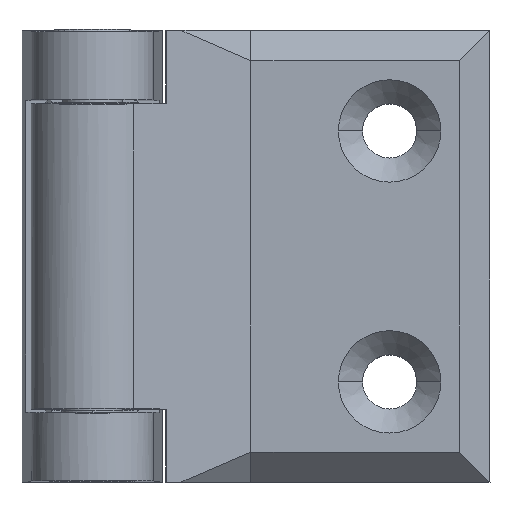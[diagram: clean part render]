
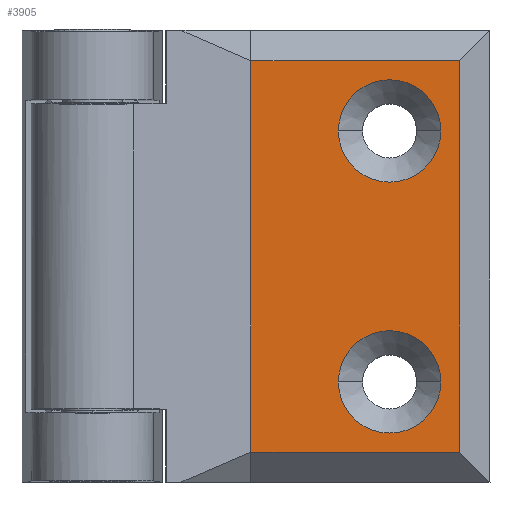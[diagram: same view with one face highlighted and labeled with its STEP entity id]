
A CAD part, top view. The second image highlights one B-rep face of the part: STEP entity #3905.
In plain terms, the highlighted planar face has unit normal (0, 0, 1).
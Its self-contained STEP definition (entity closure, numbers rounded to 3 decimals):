
#40 = ORIENTED_EDGE ( 'NONE', *, *, #1774, .T. ) ;
#63 = LINE ( 'NONE', #3831, #3741 ) ;
#230 = CARTESIAN_POINT ( 'NONE',  ( 32.349, 13.422, 4.766 ) ) ;
#380 = EDGE_CURVE ( 'NONE', #2639, #3074, #5716, .T. ) ;
#384 = DIRECTION ( 'NONE',  ( 0., 0., -1. ) ) ;
#481 = CARTESIAN_POINT ( 'NONE',  ( 37.449, -11.578, 4.766 ) ) ;
#531 = CARTESIAN_POINT ( 'NONE',  ( 37.449, 13.422, 4.766 ) ) ;
#548 = CARTESIAN_POINT ( 'NONE',  ( 23.631, -19.078, 4.766 ) ) ;
#615 = LINE ( 'NONE', #5566, #3842 ) ;
#635 = CARTESIAN_POINT ( 'NONE',  ( 42.549, 13.422, 4.766 ) ) ;
#643 = CARTESIAN_POINT ( 'NONE',  ( 32.349, -11.578, 4.766 ) ) ;
#792 = ORIENTED_EDGE ( 'NONE', *, *, #4382, .F. ) ;
#827 = ORIENTED_EDGE ( 'NONE', *, *, #3943, .T. ) ;
#1052 = FACE_BOUND ( 'NONE', #6676, .T. ) ;
#1087 = DIRECTION ( 'NONE',  ( 0., 0., -1. ) ) ;
#1272 = DIRECTION ( 'NONE',  ( 1., 0., 0. ) ) ;
#1361 = CIRCLE ( 'NONE', #6599, 5.1 ) ;
#1378 = CARTESIAN_POINT ( 'NONE',  ( 44.449, -21.578, 4.766 ) ) ;
#1382 = CARTESIAN_POINT ( 'NONE',  ( 42.549, -11.578, 4.766 ) ) ;
#1440 = VERTEX_POINT ( 'NONE', #230 ) ;
#1581 = PLANE ( 'NONE',  #3351 ) ;
#1646 = EDGE_CURVE ( 'NONE', #5917, #6434, #615, .T. ) ;
#1683 = FACE_BOUND ( 'NONE', #3884, .T. ) ;
#1718 = FACE_OUTER_BOUND ( 'NONE', #4237, .T. ) ;
#1774 = EDGE_CURVE ( 'NONE', #4627, #5917, #5200, .T. ) ;
#1819 = DIRECTION ( 'NONE',  ( 1., 0., 0. ) ) ;
#1911 = DIRECTION ( 'NONE',  ( 0., -1., 0. ) ) ;
#2523 = DIRECTION ( 'NONE',  ( 0., 0., -1. ) ) ;
#2548 = CARTESIAN_POINT ( 'NONE',  ( 44.449, -18.578, 4.766 ) ) ;
#2639 = VERTEX_POINT ( 'NONE', #643 ) ;
#3012 = CARTESIAN_POINT ( 'NONE',  ( 37.449, 13.422, 4.766 ) ) ;
#3074 = VERTEX_POINT ( 'NONE', #1382 ) ;
#3351 = AXIS2_PLACEMENT_3D ( 'NONE', #548, #6071, #5534 ) ;
#3607 = AXIS2_PLACEMENT_3D ( 'NONE', #531, #384, #4873 ) ;
#3621 = DIRECTION ( 'NONE',  ( 0., 0., -1. ) ) ;
#3663 = ORIENTED_EDGE ( 'NONE', *, *, #1646, .T. ) ;
#3741 = VECTOR ( 'NONE', #1272, 1000. ) ;
#3831 = CARTESIAN_POINT ( 'NONE',  ( 47.549, 20.422, 4.766 ) ) ;
#3842 = VECTOR ( 'NONE', #1819, 1000. ) ;
#3845 = ORIENTED_EDGE ( 'NONE', *, *, #5645, .T. ) ;
#3884 = EDGE_LOOP ( 'NONE', ( #7001, #6824 ) ) ;
#3905 = ADVANCED_FACE ( 'NONE', ( #1683, #1052, #1718 ), #1581, .T. ) ;
#3943 = EDGE_CURVE ( 'NONE', #1440, #5119, #6098, .T. ) ;
#4002 = AXIS2_PLACEMENT_3D ( 'NONE', #481, #1087, #5284 ) ;
#4237 = EDGE_LOOP ( 'NONE', ( #4239, #40, #3663, #792 ) ) ;
#4239 = ORIENTED_EDGE ( 'NONE', *, *, #5069, .F. ) ;
#4378 = CARTESIAN_POINT ( 'NONE',  ( 23.631, 20.422, 4.766 ) ) ;
#4382 = EDGE_CURVE ( 'NONE', #5416, #6434, #6806, .T. ) ;
#4583 = CARTESIAN_POINT ( 'NONE',  ( 37.449, -11.578, 4.766 ) ) ;
#4609 = CARTESIAN_POINT ( 'NONE',  ( 23.631, -18.578, 4.766 ) ) ;
#4627 = VERTEX_POINT ( 'NONE', #4378 ) ;
#4783 = EDGE_CURVE ( 'NONE', #3074, #2639, #1361, .T. ) ;
#4873 = DIRECTION ( 'NONE',  ( -1., 0., 0. ) ) ;
#4941 = VECTOR ( 'NONE', #5773, 1000. ) ;
#5069 = EDGE_CURVE ( 'NONE', #4627, #5416, #63, .T. ) ;
#5119 = VERTEX_POINT ( 'NONE', #635 ) ;
#5200 = LINE ( 'NONE', #5807, #4941 ) ;
#5284 = DIRECTION ( 'NONE',  ( -1., 0., 0. ) ) ;
#5324 = CIRCLE ( 'NONE', #3607, 5.1 ) ;
#5356 = CARTESIAN_POINT ( 'NONE',  ( 44.449, 20.422, 4.766 ) ) ;
#5413 = AXIS2_PLACEMENT_3D ( 'NONE', #3012, #2523, #6777 ) ;
#5416 = VERTEX_POINT ( 'NONE', #5356 ) ;
#5534 = DIRECTION ( 'NONE',  ( 1., 0., 0. ) ) ;
#5566 = CARTESIAN_POINT ( 'NONE',  ( 23.631, -18.578, 4.766 ) ) ;
#5636 = VECTOR ( 'NONE', #1911, 1000. ) ;
#5645 = EDGE_CURVE ( 'NONE', #5119, #1440, #5324, .T. ) ;
#5716 = CIRCLE ( 'NONE', #4002, 5.1 ) ;
#5767 = DIRECTION ( 'NONE',  ( -1., 0., 0. ) ) ;
#5773 = DIRECTION ( 'NONE',  ( 0., -1., 0. ) ) ;
#5807 = CARTESIAN_POINT ( 'NONE',  ( 23.631, -19.078, 4.766 ) ) ;
#5917 = VERTEX_POINT ( 'NONE', #4609 ) ;
#6071 = DIRECTION ( 'NONE',  ( 0., 0., 1. ) ) ;
#6098 = CIRCLE ( 'NONE', #5413, 5.1 ) ;
#6434 = VERTEX_POINT ( 'NONE', #2548 ) ;
#6599 = AXIS2_PLACEMENT_3D ( 'NONE', #4583, #3621, #5767 ) ;
#6676 = EDGE_LOOP ( 'NONE', ( #3845, #827 ) ) ;
#6777 = DIRECTION ( 'NONE',  ( -1., 0., 0. ) ) ;
#6806 = LINE ( 'NONE', #1378, #5636 ) ;
#6824 = ORIENTED_EDGE ( 'NONE', *, *, #380, .T. ) ;
#7001 = ORIENTED_EDGE ( 'NONE', *, *, #4783, .T. ) ;
